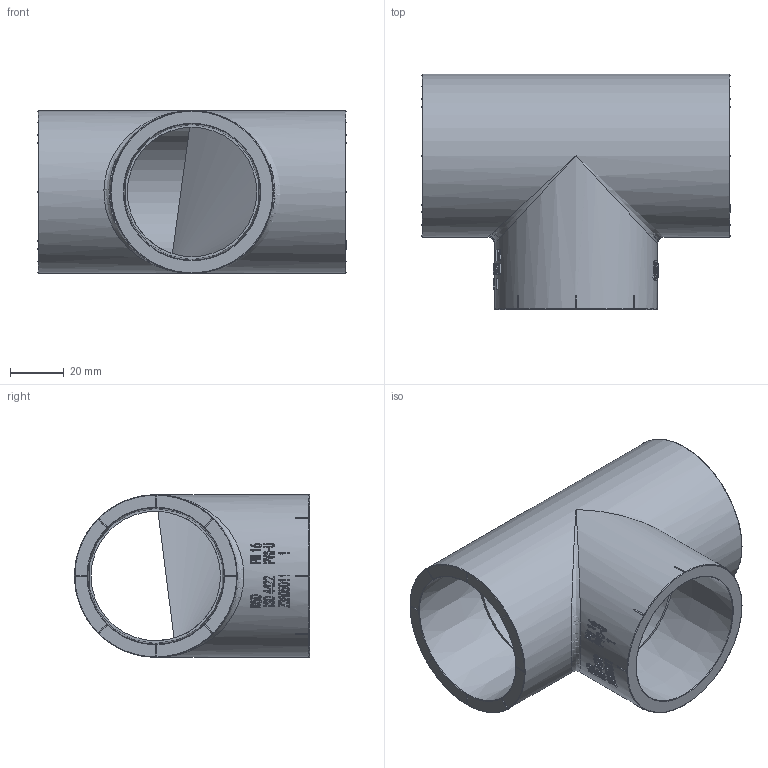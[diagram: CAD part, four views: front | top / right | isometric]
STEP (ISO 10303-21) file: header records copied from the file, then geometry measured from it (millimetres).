
FILE_DESCRIPTION(/* description */ (''),/* implementation_level */ '2;1');
FILE_NAME(/* name */ '50三通.stp',/* time_stamp */ '2024-07-06T10:16:30+08:00',/* author */ (''),/* organization */ (''),/* preprocessor_version */ 'ST-DEVELOPER v16',/* originating_system */ 'SIEMENS PLM Software NX 10.0',/* authorisation */ '');
FILE_SCHEMA (('AUTOMOTIVE_DESIGN { 1 0 10303 214 3 1 1 1 }'));
Length unit declared in the file: millimetre
Products named in the file (1): gelv12204B9B6e2h
Bounding box: 114.4 x 87.16 x 60.72 mm (x, y, z)
Volume: 126812 mm3; surface area: 50117.9 mm2
Topology: 1 solids, 1 shells, 377 faces, 907 edges, 599 vertices
Faces by surface type: plane 138, bspline 108, cylinder 74, sphere 48, torus 6, cone 3
Full cylindrical faces by diameter (mm): 48 x2, 60.32 x2
Entity records: 28406 total; most frequent: CARTESIAN_POINT 21293, ORIENTED_EDGE 1742, EDGE_CURVE 871, DIRECTION 830, B_SPLINE_CURVE_WITH_KNOTS 682, VERTEX_POINT 594, EDGE_LOOP 479, ADVANCED_FACE 377
